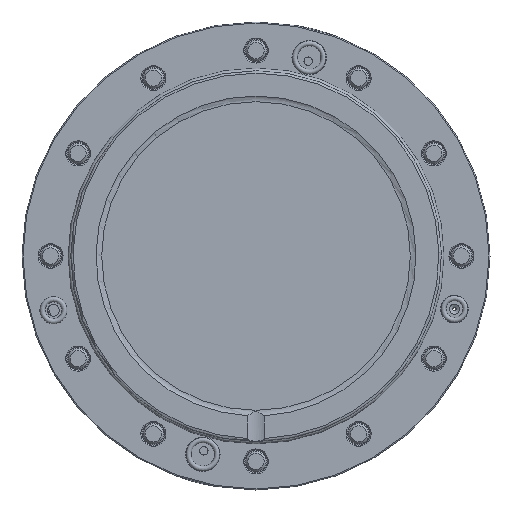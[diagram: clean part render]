
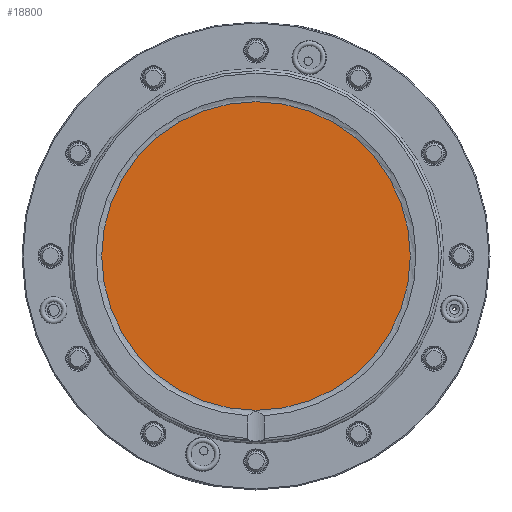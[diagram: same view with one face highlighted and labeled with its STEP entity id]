
A CAD part, front view. The second image highlights one B-rep face of the part: STEP entity #18800.
In plain terms, the highlighted planar face has unit normal (0, -1, 0).
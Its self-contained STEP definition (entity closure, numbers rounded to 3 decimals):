
#3 = AXIS2_PLACEMENT_3D ( 'NONE', #20015, #20143, #10345 ) ;
#265 = DIRECTION ( 'NONE',  ( 0., 1., 0. ) ) ;
#8862 = CIRCLE ( 'NONE', #3, 45.842 ) ;
#9715 = EDGE_CURVE ( 'NONE', #13907, #13907, #8862, .T. ) ;
#10345 = DIRECTION ( 'NONE',  ( 0., 0., 1. ) ) ;
#13510 = DIRECTION ( 'NONE',  ( 0., 0., 1. ) ) ;
#13747 = PLANE ( 'NONE',  #22651 ) ;
#13774 = EDGE_LOOP ( 'NONE', ( #20472 ) ) ;
#13907 = VERTEX_POINT ( 'NONE', #21548 ) ;
#15794 = FACE_OUTER_BOUND ( 'NONE', #13774, .T. ) ;
#17674 = CARTESIAN_POINT ( 'NONE',  ( 0., -17.6, 0. ) ) ;
#18800 = ADVANCED_FACE ( 'NONE', ( #15794 ), #13747, .F. ) ;
#20015 = CARTESIAN_POINT ( 'NONE',  ( 0., -17.6, 0. ) ) ;
#20143 = DIRECTION ( 'NONE',  ( 0., 1., 0. ) ) ;
#20472 = ORIENTED_EDGE ( 'NONE', *, *, #9715, .F. ) ;
#21548 = CARTESIAN_POINT ( 'NONE',  ( 0., -17.6, 45.842 ) ) ;
#22651 = AXIS2_PLACEMENT_3D ( 'NONE', #17674, #265, #13510 ) ;
